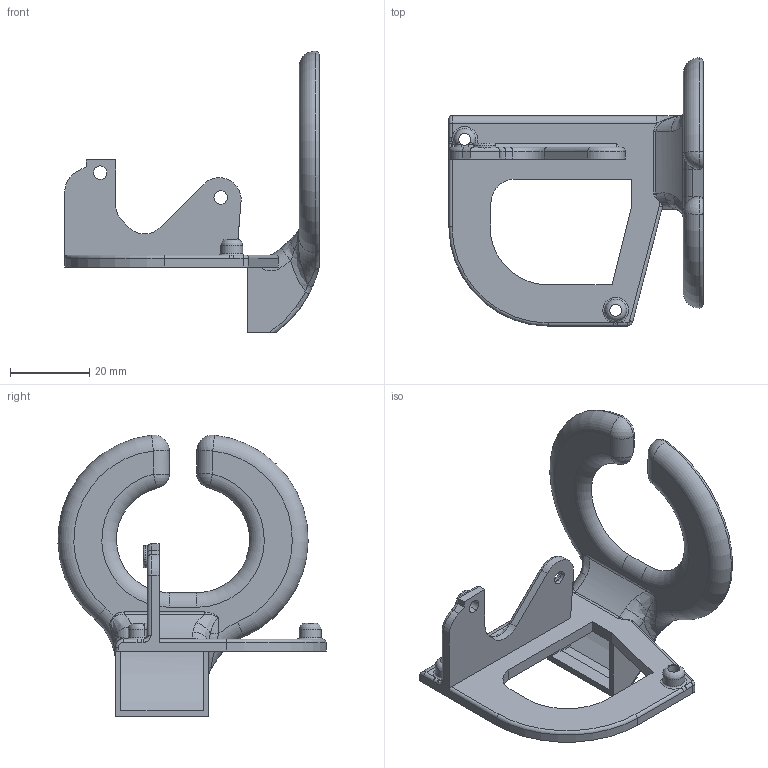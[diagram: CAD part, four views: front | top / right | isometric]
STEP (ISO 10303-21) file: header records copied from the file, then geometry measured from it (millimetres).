
FILE_DESCRIPTION(/* description */ (''),/* implementation_level */ '2;1');
FILE_NAME(/* name */ 'RightHand.stp',/* time_stamp */ '2017-06-16T10:24:56-05:00',/* author */ (''),/* organization */ (''),/* preprocessor_version */ 'ST-DEVELOPER v16.13',/* originating_system */ 'Autodesk Translation Framework v6.1.1.50',/* authorisation */ '');
FILE_SCHEMA (('AUTOMOTIVE_DESIGN { 1 0 10303 214 3 1 1 }'));
Length unit declared in the file: millimetre
Products named in the file (1): Surround shroud
Bounding box: 64 x 67.47 x 70.97 mm (x, y, z)
Volume: 12695.2 mm3; surface area: 15796.7 mm2
Topology: 1 solids, 3 shells, 218 faces, 570 edges, 346 vertices
Faces by surface type: cylinder 66, plane 54, bspline 47, torus 41, sphere 8, cone 2
Full cylindrical faces by diameter (mm): 3 x2, 3.442 x1, 5 x1, 5.5 x1
Entity records: 8097 total; most frequent: CARTESIAN_POINT 2958, ORIENTED_EDGE 1106, DIRECTION 1040, EDGE_CURVE 553, AXIS2_PLACEMENT_3D 422, VERTEX_POINT 343, EDGE_LOOP 234, CIRCLE 225
